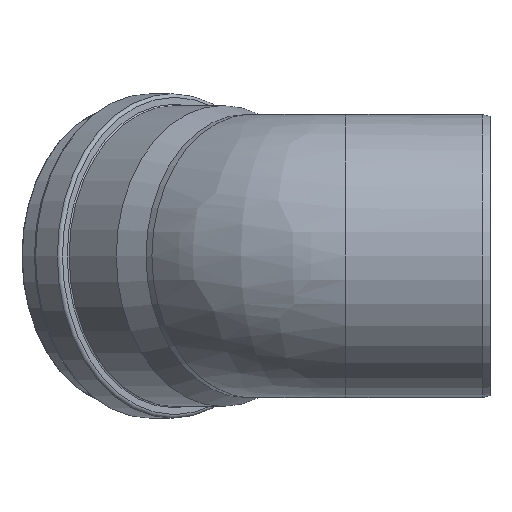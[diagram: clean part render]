
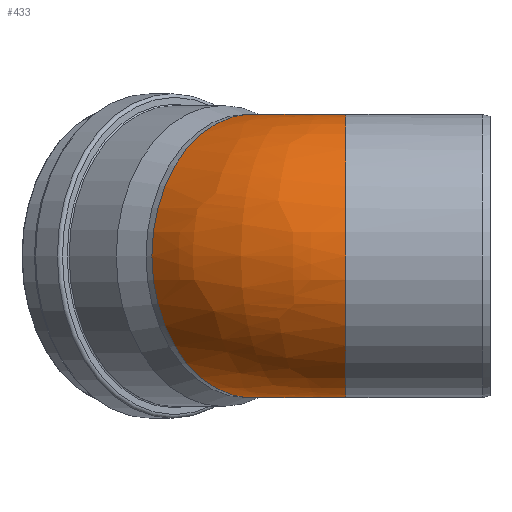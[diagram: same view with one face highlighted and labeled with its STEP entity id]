
A CAD part, left-side view. The second image highlights one B-rep face of the part: STEP entity #433.
In plain terms, the highlighted free-form (B-spline) face has degree [2, 2] with [9, 3] control points.
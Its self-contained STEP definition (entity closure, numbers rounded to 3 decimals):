
#45=(
BOUNDED_SURFACE()
B_SPLINE_SURFACE(2,2,((#766,#767,#768),(#769,#770,#771),(#772,#773,#774),
(#775,#776,#777),(#778,#779,#780),(#781,#782,#783),(#784,#785,#786),(#787,
#788,#789),(#790,#791,#792)),.UNSPECIFIED.,.F.,.F.,.F.)
B_SPLINE_SURFACE_WITH_KNOTS((3,2,2,2,3),(3,3),(-2.752,-1.376,
0.,1.376,2.752),(0.,0.785),
 .UNSPECIFIED.)
GEOMETRIC_REPRESENTATION_ITEM()
RATIONAL_B_SPLINE_SURFACE(((1.,0.924,1.),(0.773,
0.714,0.773),(1.,0.924,1.),(0.773,
0.714,0.773),(1.,0.924,1.),(0.773,
0.714,0.773),(1.,0.924,1.),(0.773,
0.714,0.773),(1.,0.924,1.)))
REPRESENTATION_ITEM('')
SURFACE()
);
#49=B_SPLINE_CURVE_WITH_KNOTS('',3,(#748,#749,#750,#751,#752,#753,#754),
 .UNSPECIFIED.,.F.,.F.,(4,3,4),(-0.001,0.071,
0.145),.UNSPECIFIED.);
#50=B_SPLINE_CURVE_WITH_KNOTS('',3,(#758,#759,#760,#761,#762,#763,#764),
 .UNSPECIFIED.,.F.,.F.,(4,3,4),(-0.001,0.071,
0.145),.UNSPECIFIED.);
#92=FACE_OUTER_BOUND('',#134,.T.);
#134=EDGE_LOOP('',(#341,#342,#343,#344));
#212=CIRCLE('',#479,157.65);
#213=CIRCLE('',#480,157.65);
#252=VERTEX_POINT('',#746);
#253=VERTEX_POINT('',#747);
#254=VERTEX_POINT('',#755);
#255=VERTEX_POINT('',#757);
#293=EDGE_CURVE('',#252,#253,#49,.T.);
#295=EDGE_CURVE('',#255,#254,#50,.T.);
#297=EDGE_CURVE('',#254,#252,#212,.T.);
#298=EDGE_CURVE('',#255,#253,#213,.T.);
#341=ORIENTED_EDGE('',*,*,#295,.T.);
#342=ORIENTED_EDGE('',*,*,#297,.T.);
#343=ORIENTED_EDGE('',*,*,#293,.T.);
#344=ORIENTED_EDGE('',*,*,#298,.F.);
#433=ADVANCED_FACE('',(#92),#45,.F.);
#479=AXIS2_PLACEMENT_3D('',#793,#566,#567);
#480=AXIS2_PLACEMENT_3D('',#794,#568,#569);
#566=DIRECTION('center_axis',(0.,1.,0.));
#567=DIRECTION('ref_axis',(1.,0.,0.));
#568=DIRECTION('center_axis',(0.707,0.707,0.));
#569=DIRECTION('ref_axis',(0.707,-0.707,0.));
#746=CARTESIAN_POINT('',(145.8,160.491,59.965));
#747=CARTESIAN_POINT('',(146.342,161.799,59.965));
#748=CARTESIAN_POINT('Ctrl Pts',(145.8,160.491,59.965));
#749=CARTESIAN_POINT('Ctrl Pts',(145.807,160.731,59.948));
#750=CARTESIAN_POINT('Ctrl Pts',(145.859,160.967,59.939));
#751=CARTESIAN_POINT('Ctrl Pts',(145.95,161.189,59.939));
#752=CARTESIAN_POINT('Ctrl Pts',(146.043,161.415,59.939));
#753=CARTESIAN_POINT('Ctrl Pts',(146.175,161.622,59.947));
#754=CARTESIAN_POINT('Ctrl Pts',(146.342,161.799,59.965));
#755=CARTESIAN_POINT('',(145.8,160.491,-59.965));
#757=CARTESIAN_POINT('',(146.342,161.799,-59.965));
#758=CARTESIAN_POINT('Ctrl Pts',(146.342,161.799,-59.965));
#759=CARTESIAN_POINT('Ctrl Pts',(146.178,161.625,-59.948));
#760=CARTESIAN_POINT('Ctrl Pts',(146.047,161.422,-59.939));
#761=CARTESIAN_POINT('Ctrl Pts',(145.955,161.2,-59.939));
#762=CARTESIAN_POINT('Ctrl Pts',(145.861,160.975,-59.939));
#763=CARTESIAN_POINT('Ctrl Pts',(145.808,160.735,-59.947));
#764=CARTESIAN_POINT('Ctrl Pts',(145.8,160.491,-59.965));
#766=CARTESIAN_POINT('Ctrl Pts',(145.811,160.491,59.938));
#767=CARTESIAN_POINT('Ctrl Pts',(145.811,161.253,59.938));
#768=CARTESIAN_POINT('Ctrl Pts',(146.35,161.792,59.938));
#769=CARTESIAN_POINT('Ctrl Pts',(96.554,160.491,179.767));
#770=CARTESIAN_POINT('Ctrl Pts',(96.554,181.656,179.767));
#771=CARTESIAN_POINT('Ctrl Pts',(111.52,196.622,179.767));
#772=CARTESIAN_POINT('Ctrl Pts',(-30.548,160.491,154.662));
#773=CARTESIAN_POINT('Ctrl Pts',(-30.548,234.303,154.662));
#774=CARTESIAN_POINT('Ctrl Pts',(21.645,286.496,154.662));
#775=CARTESIAN_POINT('Ctrl Pts',(-157.65,160.491,129.557));
#776=CARTESIAN_POINT('Ctrl Pts',(-157.65,286.951,129.557));
#777=CARTESIAN_POINT('Ctrl Pts',(-68.23,376.371,129.557));
#778=CARTESIAN_POINT('Ctrl Pts',(-157.65,160.491,0.));
#779=CARTESIAN_POINT('Ctrl Pts',(-157.65,286.951,0.));
#780=CARTESIAN_POINT('Ctrl Pts',(-68.23,376.371,0.));
#781=CARTESIAN_POINT('Ctrl Pts',(-157.65,160.491,-129.557));
#782=CARTESIAN_POINT('Ctrl Pts',(-157.65,286.951,-129.557));
#783=CARTESIAN_POINT('Ctrl Pts',(-68.23,376.371,-129.557));
#784=CARTESIAN_POINT('Ctrl Pts',(-30.548,160.491,-154.662));
#785=CARTESIAN_POINT('Ctrl Pts',(-30.548,234.303,-154.662));
#786=CARTESIAN_POINT('Ctrl Pts',(21.645,286.496,-154.662));
#787=CARTESIAN_POINT('Ctrl Pts',(96.554,160.491,-179.767));
#788=CARTESIAN_POINT('Ctrl Pts',(96.554,181.656,-179.767));
#789=CARTESIAN_POINT('Ctrl Pts',(111.52,196.622,-179.767));
#790=CARTESIAN_POINT('Ctrl Pts',(145.811,160.491,-59.938));
#791=CARTESIAN_POINT('Ctrl Pts',(145.811,161.253,-59.938));
#792=CARTESIAN_POINT('Ctrl Pts',(146.35,161.792,-59.938));
#793=CARTESIAN_POINT('Origin',(0.,160.491,0.));
#794=CARTESIAN_POINT('Origin',(43.246,264.896,0.));
